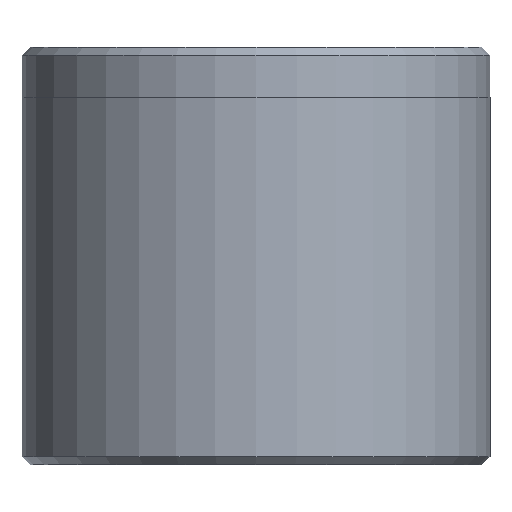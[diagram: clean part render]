
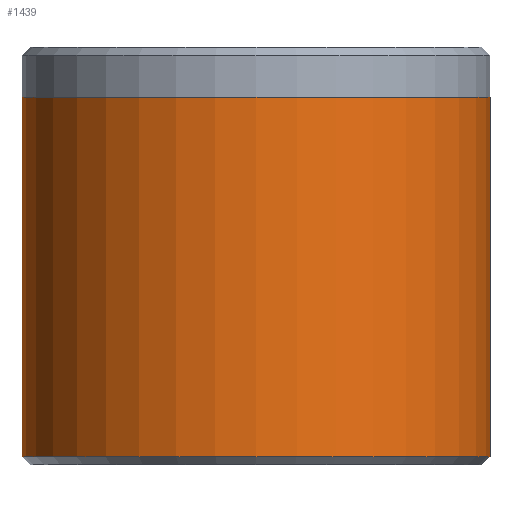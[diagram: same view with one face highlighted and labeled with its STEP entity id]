
A CAD part, front view. The second image highlights one B-rep face of the part: STEP entity #1439.
In plain terms, the highlighted cylindrical face has radius 14 mm (diameter 28 mm), a partial arc.
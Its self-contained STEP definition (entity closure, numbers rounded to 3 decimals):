
#83 = CARTESIAN_POINT ( 'NONE',  ( 14., 0., 0.5 ) ) ;
#86 = ORIENTED_EDGE ( 'NONE', *, *, #260, .T. ) ;
#197 = VERTEX_POINT ( 'NONE', #1407 ) ;
#237 = ORIENTED_EDGE ( 'NONE', *, *, #1442, .F. ) ;
#241 = EDGE_LOOP ( 'NONE', ( #261, #237, #1838, #86 ) ) ;
#252 = AXIS2_PLACEMENT_3D ( 'NONE', #286, #440, #726 ) ;
#255 = CARTESIAN_POINT ( 'NONE',  ( -14., 0., 25. ) ) ;
#258 = FACE_OUTER_BOUND ( 'NONE', #241, .T. ) ;
#260 = EDGE_CURVE ( 'NONE', #1511, #390, #1660, .T. ) ;
#261 = ORIENTED_EDGE ( 'NONE', *, *, #723, .F. ) ;
#286 = CARTESIAN_POINT ( 'NONE',  ( 0., 0., 22. ) ) ;
#390 = VERTEX_POINT ( 'NONE', #83 ) ;
#431 = DIRECTION ( 'NONE',  ( 0., 0., -1. ) ) ;
#440 = DIRECTION ( 'NONE',  ( 0., 0., 1. ) ) ;
#489 = VECTOR ( 'NONE', #431, 1000. ) ;
#543 = LINE ( 'NONE', #2031, #489 ) ;
#545 = AXIS2_PLACEMENT_3D ( 'NONE', #1099, #955, #656 ) ;
#656 = DIRECTION ( 'NONE',  ( -1., 0., 0. ) ) ;
#723 = EDGE_CURVE ( 'NONE', #197, #390, #543, .T. ) ;
#726 = DIRECTION ( 'NONE',  ( 1., 0., 0. ) ) ;
#955 = DIRECTION ( 'NONE',  ( 0., 0., -1. ) ) ;
#1089 = LINE ( 'NONE', #255, #1940 ) ;
#1099 = CARTESIAN_POINT ( 'NONE',  ( 0., 0., 25. ) ) ;
#1162 = VERTEX_POINT ( 'NONE', #1203 ) ;
#1203 = CARTESIAN_POINT ( 'NONE',  ( -14., 0., 22. ) ) ;
#1268 = CYLINDRICAL_SURFACE ( 'NONE', #545, 14. ) ;
#1407 = CARTESIAN_POINT ( 'NONE',  ( 14., 0., 22. ) ) ;
#1439 = ADVANCED_FACE ( 'NONE', ( #258 ), #1268, .T. ) ;
#1442 = EDGE_CURVE ( 'NONE', #1162, #197, #1449, .T. ) ;
#1449 = CIRCLE ( 'NONE', #252, 14. ) ;
#1511 = VERTEX_POINT ( 'NONE', #1533 ) ;
#1533 = CARTESIAN_POINT ( 'NONE',  ( -14., 0., 0.5 ) ) ;
#1572 = AXIS2_PLACEMENT_3D ( 'NONE', #1912, #1926, #1949 ) ;
#1660 = CIRCLE ( 'NONE', #1572, 14. ) ;
#1679 = DIRECTION ( 'NONE',  ( 0., 0., -1. ) ) ;
#1805 = EDGE_CURVE ( 'NONE', #1162, #1511, #1089, .T. ) ;
#1838 = ORIENTED_EDGE ( 'NONE', *, *, #1805, .T. ) ;
#1912 = CARTESIAN_POINT ( 'NONE',  ( 0., 0., 0.5 ) ) ;
#1926 = DIRECTION ( 'NONE',  ( 0., 0., 1. ) ) ;
#1940 = VECTOR ( 'NONE', #1679, 1000. ) ;
#1949 = DIRECTION ( 'NONE',  ( 1., 0., 0. ) ) ;
#2031 = CARTESIAN_POINT ( 'NONE',  ( 14., 0., 25. ) ) ;
